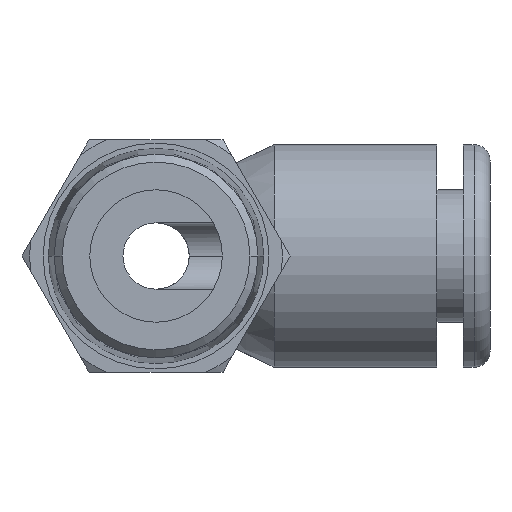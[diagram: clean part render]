
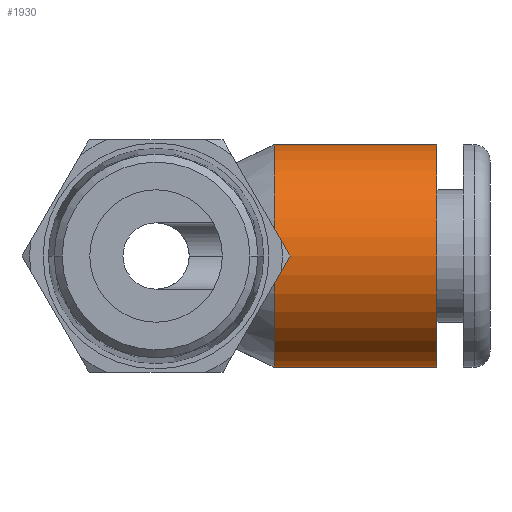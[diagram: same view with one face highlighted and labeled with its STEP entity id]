
A CAD part, front view. The second image highlights one B-rep face of the part: STEP entity #1930.
In plain terms, the highlighted cylindrical face has radius 5.334 mm (diameter 10.668 mm), a partial arc.
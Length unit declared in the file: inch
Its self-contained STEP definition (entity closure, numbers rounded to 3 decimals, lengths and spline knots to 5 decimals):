
#607=CARTESIAN_POINT('',(0.223,0.,0.));
#608=DIRECTION('',(-1.,0.,0.));
#609=DIRECTION('',(0.,0.,-1.));
#610=AXIS2_PLACEMENT_3D('',#607,#608,#609);
#632=DIRECTION('',(-1.,0.,0.));
#633=VECTOR('',#632,0.307);
#634=CARTESIAN_POINT('',(0.53,0.,0.21));
#635=LINE('',#634,#633);
#636=CARTESIAN_POINT('',(0.53,0.,0.));
#637=DIRECTION('',(-1.,0.,0.));
#638=DIRECTION('',(0.,0.,-1.));
#639=AXIS2_PLACEMENT_3D('',#636,#637,#638);
#641=DIRECTION('',(-1.,0.,0.));
#642=VECTOR('',#641,0.307);
#643=CARTESIAN_POINT('',(0.53,0.,-0.21));
#644=LINE('',#643,#642);
#1249=CARTESIAN_POINT('',(0.53,0.,-0.21));
#1250=CARTESIAN_POINT('',(0.223,0.,
-0.21));
#1251=VERTEX_POINT('',#1249);
#1252=VERTEX_POINT('',#1250);
#1253=CARTESIAN_POINT('',(0.53,0.,0.21));
#1254=CARTESIAN_POINT('',(0.223,0.,
0.21));
#1255=VERTEX_POINT('',#1253);
#1256=VERTEX_POINT('',#1254);
#1916=CARTESIAN_POINT('',(-0.0315,0.,0.));
#1917=DIRECTION('',(1.,0.,0.));
#1918=DIRECTION('',(0.,0.,1.));
#1919=AXIS2_PLACEMENT_3D('',#1916,#1917,#1918);
#1920=CYLINDRICAL_SURFACE('',#1919,0.21);
#1921=ORIENTED_EDGE('',*,*,#1905,.T.);
#1923=ORIENTED_EDGE('',*,*,#1922,.F.);
#1925=ORIENTED_EDGE('',*,*,#1924,.F.);
#1927=ORIENTED_EDGE('',*,*,#1926,.T.);
#1928=EDGE_LOOP('',(#1921,#1923,#1925,#1927));
#1929=FACE_OUTER_BOUND('',#1928,.F.);
#1930=ADVANCED_FACE('',(#1929),#1920,.T.);
#611=CIRCLE('',#610,0.21);
#640=CIRCLE('',#639,0.21);
#1905=EDGE_CURVE('',#1252,#1256,#611,.T.);
#1922=EDGE_CURVE('',#1255,#1256,#635,.T.);
#1924=EDGE_CURVE('',#1251,#1255,#640,.T.);
#1926=EDGE_CURVE('',#1251,#1252,#644,.T.);
